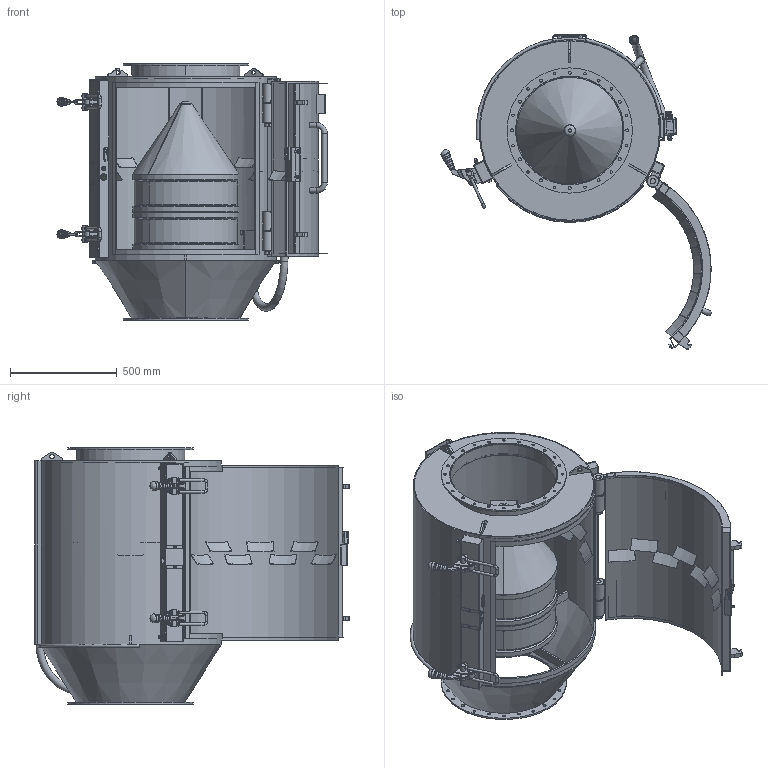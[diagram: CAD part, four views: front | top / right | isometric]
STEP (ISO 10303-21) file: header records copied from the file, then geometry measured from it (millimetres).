
FILE_DESCRIPTION(/* description */ (''),/* implementation_level */ '2;1');
FILE_NAME(/* name */ 'SPEB000066 - Customer.stp',/* time_stamp */ '2014-02-17T11:27:40+01:00',/* author */ ('bs'),/* organization */ (''),/* preprocessor_version */ 'ST-DEVELOPER v15.2',/* originating_system */ 'Autodesk Inventor 2014',/* authorisation */ '');
FILE_SCHEMA (('AUTOMOTIVE_DESIGN { 1 0 10303 214 3 1 1 }'));
Length unit declared in the file: millimetre
Products named in the file (1): SPEB000066 - Customer
Bounding box: 1267.09 x 1471.8 x 1200 mm (x, y, z)
Volume: 45516056 mm3; surface area: 13297293.3 mm2
Topology: 48 solids, 49 shells, 5785 faces, 14943 edges, 9662 vertices
Faces by surface type: plane 3252, bspline 1181, cylinder 803, cone 447, torus 86, sphere 16
Full cylindrical faces by diameter (mm): 2 x8, 2.459 x2, 3.242 x17, 3.3 x2, 3.5 x8, 4 x1, 4.134 x2, 4.917 x5, 5.459 x4, 6 x8, 7.4 x4, 8 x6, 8.4 x2, 10 x4, 10.106 x6, 10.3 x1, 11.053 x2, 11.5 x28, 12 x26, 12.4 x1, 13 x11, 13.5 x15, 13.835 x1, 14 x25, 14.5 x8, 15 x3, 16 x4, 16.5 x1, 17 x2, 17.2 x2
Entity records: 208469 total; most frequent: CARTESIAN_POINT 72028, ORIENTED_EDGE 28582, DIRECTION 23032, EDGE_CURVE 14255, VERTEX_POINT 9484, LINE 8702, VECTOR 8702, AXIS2_PLACEMENT_3D 7165
